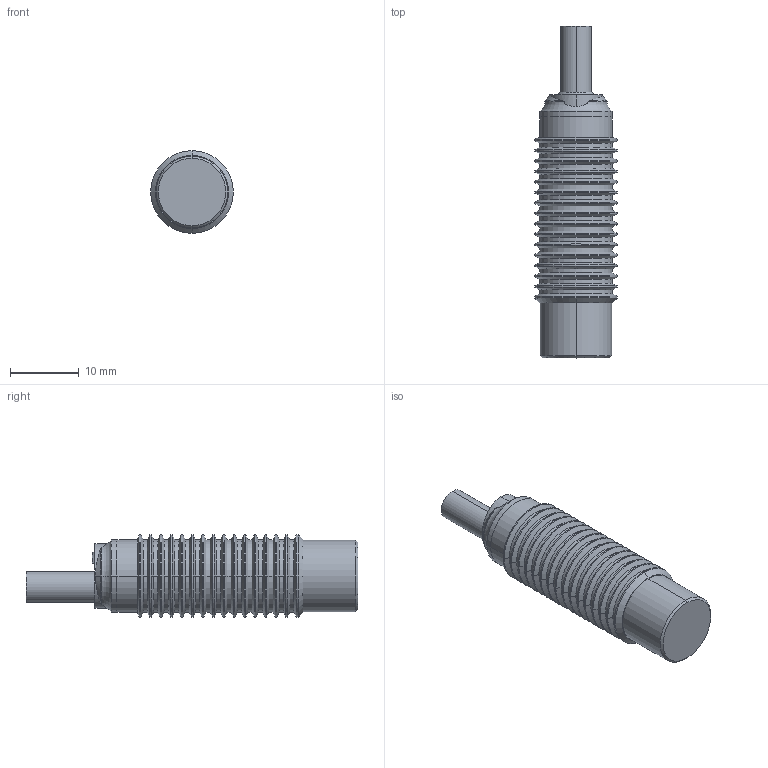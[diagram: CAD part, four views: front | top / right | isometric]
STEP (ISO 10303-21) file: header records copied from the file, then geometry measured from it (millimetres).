
FILE_DESCRIPTION(('STEP AP214'),'1');
FILE_NAME('cctmp_CF8BD91A-3A43-4C35-8A59-263A0E8B23BE_2022_07_28_08_20_46_0301..stp','2022-07-28T06:20:46',('Pepperl+Fuchs GmbH'),('CADClick - www.CADClick.com'),'Spatial InterOp 3D',' ','unknown authorization');
FILE_SCHEMA(('AUTOMOTIVE_DESIGN'));
Length unit declared in the file: millimetre
Products named in the file (6): cc_unnamed; NBN4-12GM35-E2_4; NBN4-12GM35-E2_3; NBN4-12GM35-E2_2; NBN4-12GM35-E2_1; NBN4-12GM35-E2
Assembly tree (5 placements, depth 2):
  cc_unnamed
    NBN4-12GM35-E2_4
    NBN4-12GM35-E2_3
    NBN4-12GM35-E2_2
    NBN4-12GM35-E2_1
    NBN4-12GM35-E2
Bounding box: 12 x 48.2 x 12 mm (x, y, z)
Volume: 3630.1 mm3; surface area: 3362.6 mm2
Topology: 5 solids, 5 shells, 182 faces, 368 edges, 200 vertices
Faces by surface type: cylinder 79, cone 77, plane 18, torus 6, bspline 2
Entity records: 6579 total; most frequent: CARTESIAN_POINT 1110, DIRECTION 910, ORIENTED_EDGE 732, AXIS2_PLACEMENT_3D 376, EDGE_CURVE 366, VERTEX_POINT 200, EDGE_LOOP 188, CIRCLE 188
